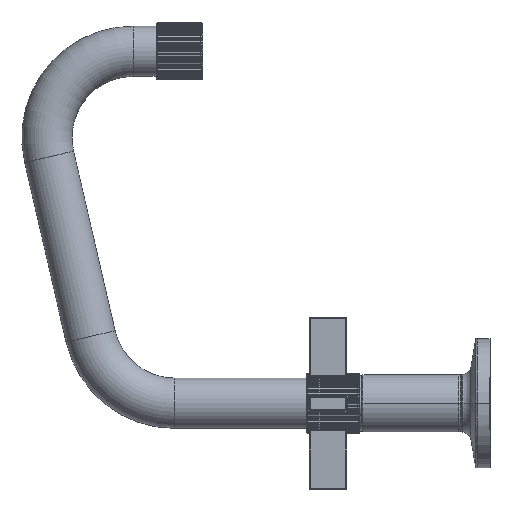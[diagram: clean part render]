
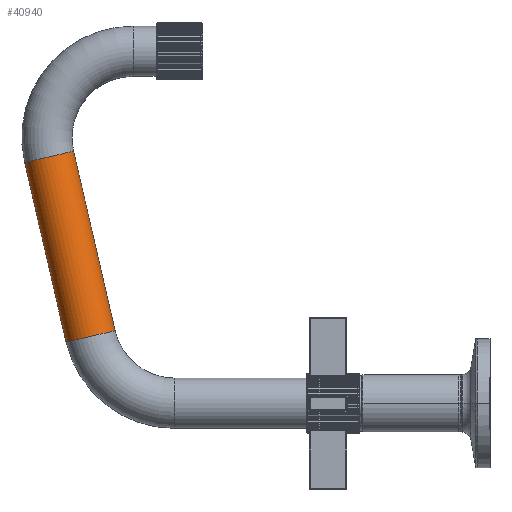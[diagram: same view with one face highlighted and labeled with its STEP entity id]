
A CAD part, left-side view. The second image highlights one B-rep face of the part: STEP entity #40940.
In plain terms, the highlighted cylindrical face has radius 11.113 mm (diameter 22.225 mm), a partial arc.
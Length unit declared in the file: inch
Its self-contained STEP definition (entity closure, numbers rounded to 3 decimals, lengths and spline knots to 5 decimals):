
#32212=CARTESIAN_POINT('',(0.,6.95009,1.16257));
#32213=DIRECTION('',(0.,0.225,0.974));
#32214=DIRECTION('',(0.,0.974,-0.225));
#32215=AXIS2_PLACEMENT_3D('',#32212,#32213,#32214);
#32237=DIRECTION('',(0.,0.225,0.974));
#32238=VECTOR('',#32237,3.2072);
#32239=CARTESIAN_POINT('',(0.,6.52381,1.26099));
#32240=LINE('',#32239,#32238);
#32241=DIRECTION('',(0.,-0.225,-0.974));
#32242=VECTOR('',#32241,3.2072);
#32243=CARTESIAN_POINT('',(0.,8.09784,4.18916));
#32244=LINE('',#32243,#32242);
#32245=CARTESIAN_POINT('',(0.,7.67156,4.28757));
#32246=DIRECTION('',(0.,0.225,0.974));
#32247=DIRECTION('',(0.,0.974,-0.225));
#32248=AXIS2_PLACEMENT_3D('',#32245,#32246,#32247);
#36692=CARTESIAN_POINT('',(0.,8.09784,4.18916));
#36693=CARTESIAN_POINT('',(0.,7.24527,4.38599));
#36694=VERTEX_POINT('',#36692);
#36695=VERTEX_POINT('',#36693);
#36696=CARTESIAN_POINT('',(0.,6.52381,1.26099));
#36697=VERTEX_POINT('',#36696);
#36702=CARTESIAN_POINT('',(0.,7.37638,1.06416));
#36703=VERTEX_POINT('',#36702);
#40928=CARTESIAN_POINT('',(0.,6.95009,1.16257));
#40929=DIRECTION('',(0.,0.225,0.974));
#40930=DIRECTION('',(0.,-0.974,0.225));
#40931=AXIS2_PLACEMENT_3D('',#40928,#40929,#40930);
#40932=CYLINDRICAL_SURFACE('',#40931,0.4375);
#40933=ORIENTED_EDGE('',*,*,#40893,.F.);
#40934=ORIENTED_EDGE('',*,*,#40923,.F.);
#40936=ORIENTED_EDGE('',*,*,#40935,.T.);
#40937=ORIENTED_EDGE('',*,*,#40919,.F.);
#40938=EDGE_LOOP('',(#40933,#40934,#40936,#40937));
#40939=FACE_OUTER_BOUND('',#40938,.F.);
#40940=ADVANCED_FACE('',(#40939),#40932,.T.);
#32216=CIRCLE('',#32215,0.4375);
#32249=CIRCLE('',#32248,0.4375);
#40893=EDGE_CURVE('',#36703,#36697,#32216,.T.);
#40919=EDGE_CURVE('',#36697,#36695,#32240,.T.);
#40923=EDGE_CURVE('',#36694,#36703,#32244,.T.);
#40935=EDGE_CURVE('',#36694,#36695,#32249,.T.);
